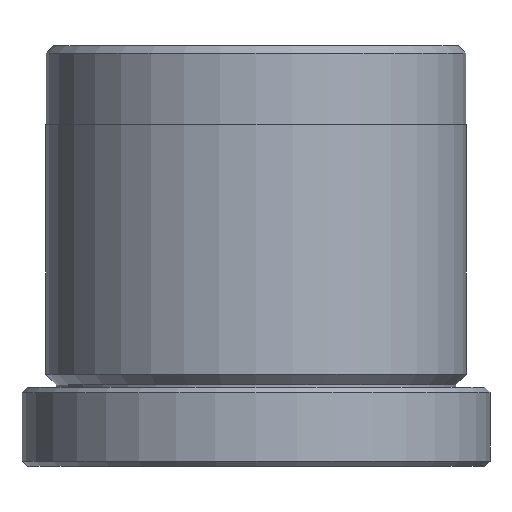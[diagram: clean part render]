
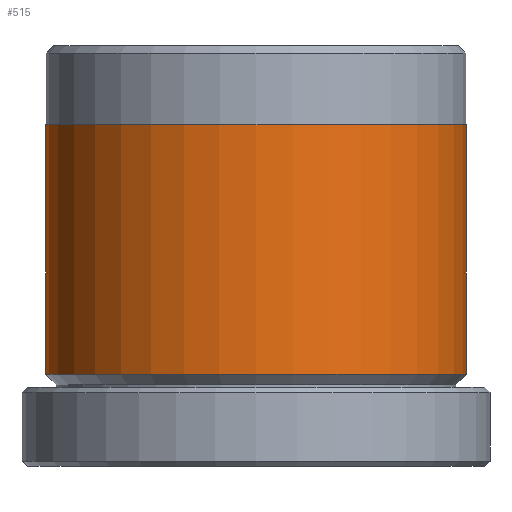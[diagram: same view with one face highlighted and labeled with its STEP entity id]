
A CAD part, front view. The second image highlights one B-rep face of the part: STEP entity #515.
In plain terms, the highlighted cylindrical face has radius 8 mm (diameter 16 mm), a partial arc.
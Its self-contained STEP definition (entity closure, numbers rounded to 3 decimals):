
#2 = EDGE_CURVE ( 'NONE', #1817, #1635, #476, .T. ) ;
#8 = CARTESIAN_POINT ( 'NONE',  ( -8., 0., 16. ) ) ;
#68 = CARTESIAN_POINT ( 'NONE',  ( 0., 0., 3.5 ) ) ;
#107 = DIRECTION ( 'NONE',  ( -1., 0., 0. ) ) ;
#197 = DIRECTION ( 'NONE',  ( 0., 0., -1. ) ) ;
#260 = ORIENTED_EDGE ( 'NONE', *, *, #2, .F. ) ;
#452 = CARTESIAN_POINT ( 'NONE',  ( -8., 0., 13. ) ) ;
#474 = VECTOR ( 'NONE', #555, 1000. ) ;
#476 = LINE ( 'NONE', #576, #474 ) ;
#484 = DIRECTION ( 'NONE',  ( 0., 0., -1. ) ) ;
#515 = ADVANCED_FACE ( 'NONE', ( #1668 ), #862, .T. ) ;
#534 = VERTEX_POINT ( 'NONE', #452 ) ;
#555 = DIRECTION ( 'NONE',  ( 0., 0., -1. ) ) ;
#576 = CARTESIAN_POINT ( 'NONE',  ( 8., 0., 16. ) ) ;
#611 = ORIENTED_EDGE ( 'NONE', *, *, #798, .F. ) ;
#639 = ORIENTED_EDGE ( 'NONE', *, *, #951, .T. ) ;
#734 = DIRECTION ( 'NONE',  ( 0., 0., -1. ) ) ;
#776 = ORIENTED_EDGE ( 'NONE', *, *, #2030, .F. ) ;
#796 = CIRCLE ( 'NONE', #1266, 8. ) ;
#798 = EDGE_CURVE ( 'NONE', #1635, #2214, #2012, .T. ) ;
#818 = DIRECTION ( 'NONE',  ( 1., 0., 0. ) ) ;
#826 = DIRECTION ( 'NONE',  ( 0., 0., 1. ) ) ;
#862 = CYLINDRICAL_SURFACE ( 'NONE', #1927, 8. ) ;
#869 = CARTESIAN_POINT ( 'NONE',  ( 0., 0., 16. ) ) ;
#951 = EDGE_CURVE ( 'NONE', #534, #2214, #1431, .T. ) ;
#980 = CARTESIAN_POINT ( 'NONE',  ( 8., 0., 3.5 ) ) ;
#984 = CARTESIAN_POINT ( 'NONE',  ( 0., 0., 13. ) ) ;
#1081 = DIRECTION ( 'NONE',  ( -1., 0., 0. ) ) ;
#1206 = CARTESIAN_POINT ( 'NONE',  ( 8., 0., 13. ) ) ;
#1251 = VECTOR ( 'NONE', #484, 1000. ) ;
#1266 = AXIS2_PLACEMENT_3D ( 'NONE', #984, #826, #818 ) ;
#1431 = LINE ( 'NONE', #8, #1251 ) ;
#1635 = VERTEX_POINT ( 'NONE', #980 ) ;
#1668 = FACE_OUTER_BOUND ( 'NONE', #1998, .T. ) ;
#1817 = VERTEX_POINT ( 'NONE', #1206 ) ;
#1927 = AXIS2_PLACEMENT_3D ( 'NONE', #869, #734, #1081 ) ;
#1998 = EDGE_LOOP ( 'NONE', ( #260, #776, #639, #611 ) ) ;
#2012 = CIRCLE ( 'NONE', #2159, 8. ) ;
#2030 = EDGE_CURVE ( 'NONE', #534, #1817, #796, .T. ) ;
#2159 = AXIS2_PLACEMENT_3D ( 'NONE', #68, #197, #107 ) ;
#2163 = CARTESIAN_POINT ( 'NONE',  ( -8., 0., 3.5 ) ) ;
#2214 = VERTEX_POINT ( 'NONE', #2163 ) ;
